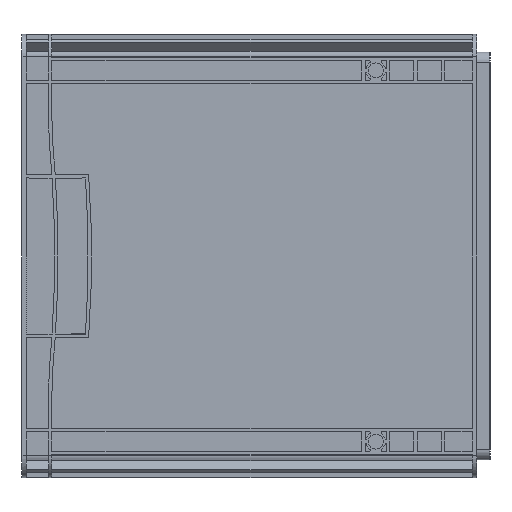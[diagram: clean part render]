
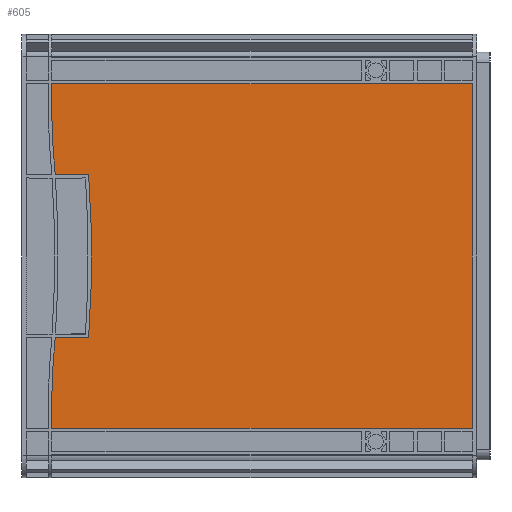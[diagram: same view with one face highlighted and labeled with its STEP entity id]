
A CAD part, left-side view. The second image highlights one B-rep face of the part: STEP entity #605.
In plain terms, the highlighted planar face has unit normal (-1, 0, 0).
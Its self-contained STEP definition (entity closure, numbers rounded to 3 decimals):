
#178 = CARTESIAN_POINT ( 'NONE',  ( -288., -103.785, 130.277 ) ) ;
#276 = ORIENTED_EDGE ( 'NONE', *, *, #5514, .F. ) ;
#388 = VERTEX_POINT ( 'NONE', #11320 ) ;
#605 = ADVANCED_FACE ( 'NONE', ( #17296 ), #9244, .F. ) ;
#661 = DIRECTION ( 'NONE',  ( 1., 0., 0. ) ) ;
#757 = DIRECTION ( 'NONE',  ( 0., 0., -1. ) ) ;
#826 = ORIENTED_EDGE ( 'NONE', *, *, #8295, .F. ) ;
#970 = VECTOR ( 'NONE', #21528, 1000. ) ;
#1193 = CARTESIAN_POINT ( 'NONE',  ( -288., 393.215, -154.75 ) ) ;
#1736 = DIRECTION ( 'NONE',  ( -1., 0., 0. ) ) ;
#1885 = DIRECTION ( 'NONE',  ( -1., 0., 0. ) ) ;
#2134 = VERTEX_POINT ( 'NONE', #13795 ) ;
#2164 = DIRECTION ( 'NONE',  ( 0., 0., 1. ) ) ;
#2503 = CARTESIAN_POINT ( 'NONE',  ( -288., 16., -154.75 ) ) ;
#2618 = ORIENTED_EDGE ( 'NONE', *, *, #3152, .F. ) ;
#3051 = CIRCLE ( 'NONE', #17657, 1003. ) ;
#3110 = ORIENTED_EDGE ( 'NONE', *, *, #5777, .F. ) ;
#3140 = CARTESIAN_POINT ( 'NONE',  ( -288., 16., -154.75 ) ) ;
#3152 = EDGE_CURVE ( 'NONE', #15610, #18462, #10012, .T. ) ;
#3162 = LINE ( 'NONE', #6861, #16484 ) ;
#3168 = EDGE_CURVE ( 'NONE', #11148, #12990, #3051, .T. ) ;
#3248 = CARTESIAN_POINT ( 'NONE',  ( -288., 416., 154.75 ) ) ;
#3501 = LINE ( 'NONE', #18623, #15241 ) ;
#3902 = EDGE_CURVE ( 'NONE', #2134, #15610, #3501, .T. ) ;
#4453 = DIRECTION ( 'NONE',  ( 0., 1., 0. ) ) ;
#4721 = CIRCLE ( 'NONE', #16543, 497. ) ;
#5065 = VECTOR ( 'NONE', #6809, 1000. ) ;
#5210 = DIRECTION ( 'NONE',  ( 0., 0., 1. ) ) ;
#5514 = EDGE_CURVE ( 'NONE', #16110, #8888, #11868, .T. ) ;
#5777 = EDGE_CURVE ( 'NONE', #18785, #9734, #6585, .T. ) ;
#6075 = CARTESIAN_POINT ( 'NONE',  ( -288., 390.207, 73. ) ) ;
#6570 = EDGE_LOOP ( 'NONE', ( #12438, #276, #18703, #2618, #9925, #826, #9523, #17030, #8332, #14748, #3110, #8705 ) ) ;
#6585 = CIRCLE ( 'NONE', #15609, 1003. ) ;
#6809 = DIRECTION ( 'NONE',  ( 0., 0., -1. ) ) ;
#6811 = DIRECTION ( 'NONE',  ( 0., 0., -1. ) ) ;
#6861 = CARTESIAN_POINT ( 'NONE',  ( -288., 390.207, -73. ) ) ;
#8237 = LINE ( 'NONE', #14872, #8567 ) ;
#8295 = EDGE_CURVE ( 'NONE', #12990, #2134, #13079, .T. ) ;
#8332 = ORIENTED_EDGE ( 'NONE', *, *, #12567, .F. ) ;
#8454 = AXIS2_PLACEMENT_3D ( 'NONE', #9048, #661, #757 ) ;
#8567 = VECTOR ( 'NONE', #21500, 1000. ) ;
#8701 = CARTESIAN_POINT ( 'NONE',  ( -288., -103.785, -130.277 ) ) ;
#8705 = ORIENTED_EDGE ( 'NONE', *, *, #17345, .F. ) ;
#8801 = DIRECTION ( 'NONE',  ( 1., 0., 0. ) ) ;
#8888 = VERTEX_POINT ( 'NONE', #1193 ) ;
#9048 = CARTESIAN_POINT ( 'NONE',  ( -288., 420., 179. ) ) ;
#9049 = VECTOR ( 'NONE', #20337, 1000. ) ;
#9244 = PLANE ( 'NONE',  #8454 ) ;
#9523 = ORIENTED_EDGE ( 'NONE', *, *, #3168, .F. ) ;
#9594 = CARTESIAN_POINT ( 'NONE',  ( -288., 391.337, 87.112 ) ) ;
#9634 = CARTESIAN_POINT ( 'NONE',  ( -288., 390.207, -73. ) ) ;
#9734 = VERTEX_POINT ( 'NONE', #9634 ) ;
#9925 = ORIENTED_EDGE ( 'NONE', *, *, #3902, .F. ) ;
#10012 = LINE ( 'NONE', #3248, #970 ) ;
#11148 = VERTEX_POINT ( 'NONE', #12340 ) ;
#11320 = CARTESIAN_POINT ( 'NONE',  ( -288., 360.215, 73. ) ) ;
#11596 = LINE ( 'NONE', #16721, #5065 ) ;
#11760 = DIRECTION ( 'NONE',  ( 0., -1., 0. ) ) ;
#11868 = LINE ( 'NONE', #2503, #9049 ) ;
#12340 = CARTESIAN_POINT ( 'NONE',  ( -288., 390.207, 73. ) ) ;
#12438 = ORIENTED_EDGE ( 'NONE', *, *, #17678, .F. ) ;
#12567 = EDGE_CURVE ( 'NONE', #14953, #388, #17649, .T. ) ;
#12769 = AXIS2_PLACEMENT_3D ( 'NONE', #13731, #1885, #13408 ) ;
#12990 = VERTEX_POINT ( 'NONE', #9594 ) ;
#13079 = CIRCLE ( 'NONE', #20724, 497. ) ;
#13408 = DIRECTION ( 'NONE',  ( 0., 0., 1. ) ) ;
#13672 = CARTESIAN_POINT ( 'NONE',  ( -288., 360.215, -73. ) ) ;
#13705 = CARTESIAN_POINT ( 'NONE',  ( -288., 393.215, -130.277 ) ) ;
#13731 = CARTESIAN_POINT ( 'NONE',  ( -288., 1357.547, 0. ) ) ;
#13795 = CARTESIAN_POINT ( 'NONE',  ( -288., 393.215, 130.277 ) ) ;
#14590 = CARTESIAN_POINT ( 'NONE',  ( -288., 1390.547, 0. ) ) ;
#14748 = ORIENTED_EDGE ( 'NONE', *, *, #15612, .F. ) ;
#14872 = CARTESIAN_POINT ( 'NONE',  ( -288., 393.215, -154.75 ) ) ;
#14953 = VERTEX_POINT ( 'NONE', #13672 ) ;
#15241 = VECTOR ( 'NONE', #16779, 1000. ) ;
#15609 = AXIS2_PLACEMENT_3D ( 'NONE', #18473, #1736, #5210 ) ;
#15610 = VERTEX_POINT ( 'NONE', #18167 ) ;
#15612 = EDGE_CURVE ( 'NONE', #9734, #14953, #3162, .T. ) ;
#16110 = VERTEX_POINT ( 'NONE', #3140 ) ;
#16199 = LINE ( 'NONE', #6075, #19302 ) ;
#16484 = VECTOR ( 'NONE', #11760, 1000. ) ;
#16543 = AXIS2_PLACEMENT_3D ( 'NONE', #8701, #8801, #2164 ) ;
#16721 = CARTESIAN_POINT ( 'NONE',  ( -288., 16., -179. ) ) ;
#16779 = DIRECTION ( 'NONE',  ( 0., 0., 1. ) ) ;
#16918 = VERTEX_POINT ( 'NONE', #13705 ) ;
#17030 = ORIENTED_EDGE ( 'NONE', *, *, #17099, .F. ) ;
#17099 = EDGE_CURVE ( 'NONE', #388, #11148, #16199, .T. ) ;
#17296 = FACE_OUTER_BOUND ( 'NONE', #6570, .T. ) ;
#17345 = EDGE_CURVE ( 'NONE', #16918, #18785, #4721, .T. ) ;
#17568 = EDGE_CURVE ( 'NONE', #18462, #16110, #11596, .T. ) ;
#17649 = CIRCLE ( 'NONE', #12769, 1000. ) ;
#17657 = AXIS2_PLACEMENT_3D ( 'NONE', #14590, #18155, #19797 ) ;
#17667 = CARTESIAN_POINT ( 'NONE',  ( -288., 391.337, -87.112 ) ) ;
#17678 = EDGE_CURVE ( 'NONE', #8888, #16918, #8237, .T. ) ;
#17758 = CARTESIAN_POINT ( 'NONE',  ( -288., 16., 154.75 ) ) ;
#18155 = DIRECTION ( 'NONE',  ( -1., 0., 0. ) ) ;
#18167 = CARTESIAN_POINT ( 'NONE',  ( -288., 393.215, 154.75 ) ) ;
#18346 = DIRECTION ( 'NONE',  ( 1., 0., 0. ) ) ;
#18462 = VERTEX_POINT ( 'NONE', #17758 ) ;
#18473 = CARTESIAN_POINT ( 'NONE',  ( -288., 1390.547, 0. ) ) ;
#18623 = CARTESIAN_POINT ( 'NONE',  ( -288., 393.215, 154.75 ) ) ;
#18703 = ORIENTED_EDGE ( 'NONE', *, *, #17568, .F. ) ;
#18785 = VERTEX_POINT ( 'NONE', #17667 ) ;
#19302 = VECTOR ( 'NONE', #4453, 1000. ) ;
#19797 = DIRECTION ( 'NONE',  ( 0., 0., -1. ) ) ;
#20337 = DIRECTION ( 'NONE',  ( 0., 1., 0. ) ) ;
#20724 = AXIS2_PLACEMENT_3D ( 'NONE', #178, #18346, #6811 ) ;
#21500 = DIRECTION ( 'NONE',  ( 0., 0., 1. ) ) ;
#21528 = DIRECTION ( 'NONE',  ( 0., -1., 0. ) ) ;
